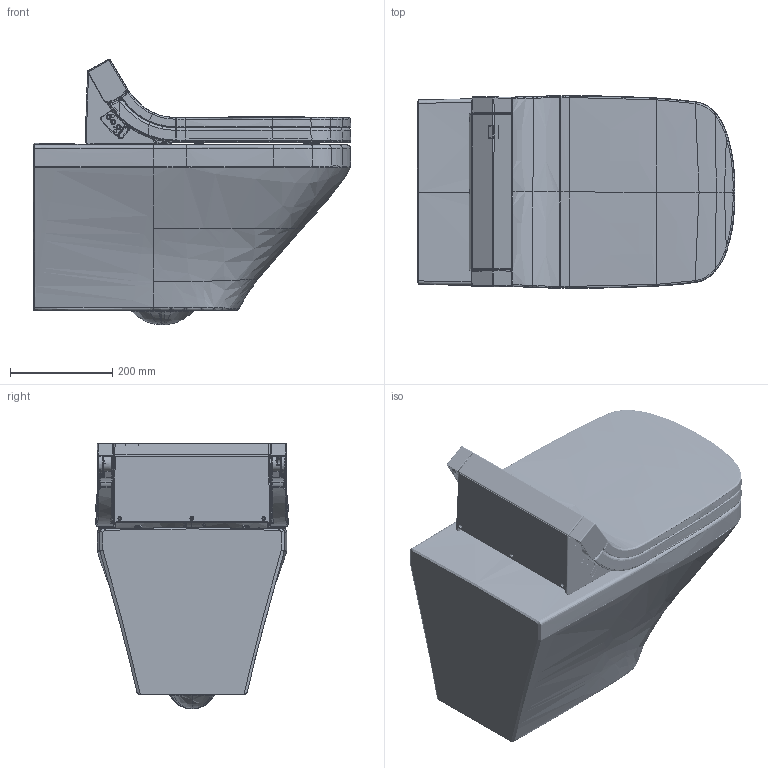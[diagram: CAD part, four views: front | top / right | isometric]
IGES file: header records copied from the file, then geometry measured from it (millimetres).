
Global section: file name: No Iges File Name specified; native system: Autodesk Inventor 2011; preprocessor: AutoDesk Inventor Iges Exporter R2011; author: Administrator; date: 20141025.121125; units: millimetre
Bounding box: 620.55 x 375.94 x 518.99 mm (x, y, z)
Volume: 34683075.2 mm3; surface area: 2423617.5 mm2
Topology: 19 solids, 21 shells, 6485 faces, 16808 edges, 10421 vertices
Faces by surface type: plane 2290, bspline 1785, revolution 1104, cylinder 723, cone 271, torus 255, sphere 57
